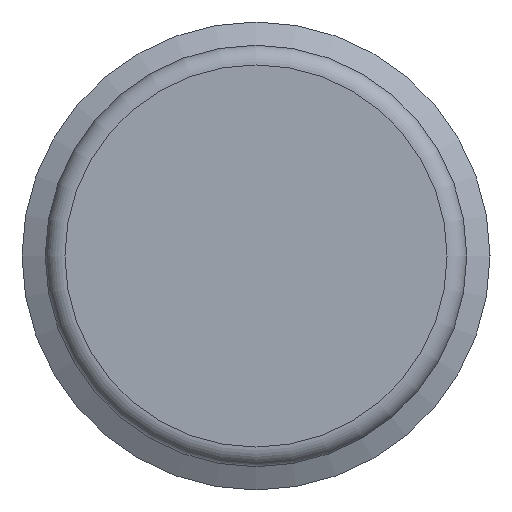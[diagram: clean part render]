
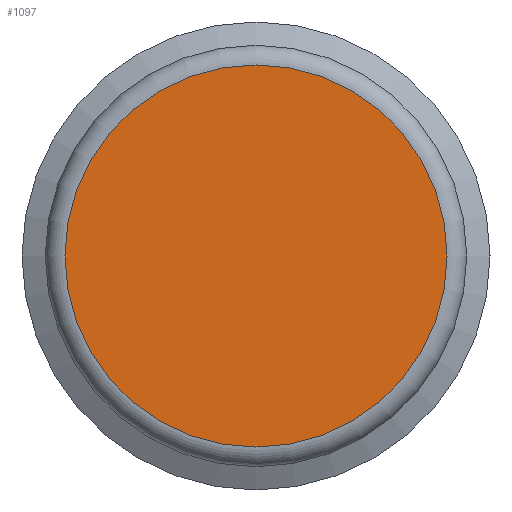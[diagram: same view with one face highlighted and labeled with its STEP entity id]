
A CAD part, left-side view. The second image highlights one B-rep face of the part: STEP entity #1097.
In plain terms, the highlighted planar face has unit normal (-1, 0, 0).
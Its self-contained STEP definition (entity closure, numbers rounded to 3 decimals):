
#42=PLANE('',#1212);
#87=FACE_OUTER_BOUND('',#160,.T.);
#160=EDGE_LOOP('',(#736));
#248=CIRCLE('',#1209,4.85);
#465=VERTEX_POINT('',#2016);
#567=EDGE_CURVE('',#465,#465,#248,.T.);
#736=ORIENTED_EDGE('',*,*,#567,.T.);
#1097=ADVANCED_FACE('',(#87),#42,.F.);
#1209=AXIS2_PLACEMENT_3D('',#2018,#1386,#1387);
#1212=AXIS2_PLACEMENT_3D('',#2096,#1395,#1396);
#1386=DIRECTION('center_axis',(-1.,0.,0.));
#1387=DIRECTION('ref_axis',(0.,1.,0.));
#1395=DIRECTION('center_axis',(1.,0.,0.));
#1396=DIRECTION('ref_axis',(0.,1.,0.));
#2016=CARTESIAN_POINT('',(-99.199,-62.588,2.63));
#2018=CARTESIAN_POINT('Origin',(-99.199,-57.738,2.63));
#2096=CARTESIAN_POINT('Origin',(-99.199,-60.413,2.63));
